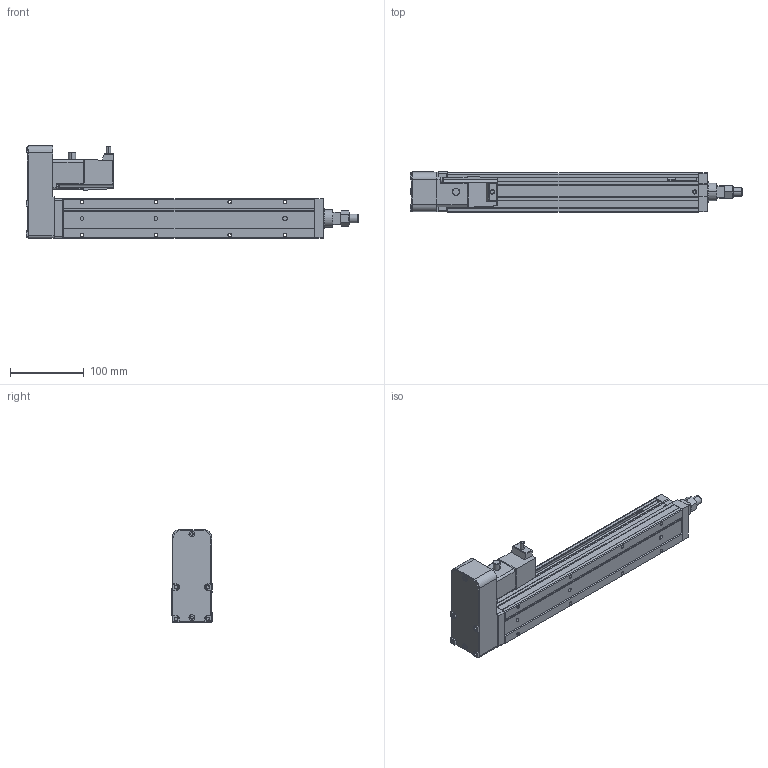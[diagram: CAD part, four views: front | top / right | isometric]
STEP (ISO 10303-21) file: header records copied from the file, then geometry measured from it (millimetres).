
FILE_DESCRIPTION (( 'STEP AP214' ), '1' );
FILE_NAME ('ETU05BL-12XLD-0200-XXXX.STEP', '2025-02-27T14:48:54', ( '' ), ( '' ), 'SwSTEP 2.0', 'SolidWorks 2022', '' );
FILE_SCHEMA (( 'AUTOMOTIVE_DESIGN' ));
Length unit declared in the file: millimetre
Products named in the file (10): ETU05-200BODY2; ETU05-200MOTOR; ETU05-200BODY1; ETU05-200BODY3; ETU05-200NUT; ETU05-200ROD; ETU05BL-12XLD-0200-XXXX; ETU05-200BODY0; ETU05-200SENSOR; FANG STICKER
Assembly tree (10 placements, depth 2):
  ETU05BL-12XLD-0200-XXXX
    ETU05-200BODY0
    ETU05-200BODY1
    ETU05-200BODY2
    ETU05-200MOTOR
    ETU05-200BODY3
    ETU05-200ROD
    ETU05-200NUT
    ETU05-200SENSOR  x2
    FANG STICKER
Bounding box: 450 x 55.25 x 125.77 mm (x, y, z)
Volume: 1161269.9 mm3; surface area: 201135.1 mm2
Topology: 10 solids, 10 shells, 848 faces, 2156 edges, 1389 vertices
Faces by surface type: plane 524, cylinder 222, cone 92, torus 10
Entity records: 25592 total; most frequent: CARTESIAN_POINT 4550, DIRECTION 4315, ORIENTED_EDGE 4236, EDGE_CURVE 2118, VECTOR 1527, LINE 1527, AXIS2_PLACEMENT_3D 1394, VERTEX_POINT 1369
